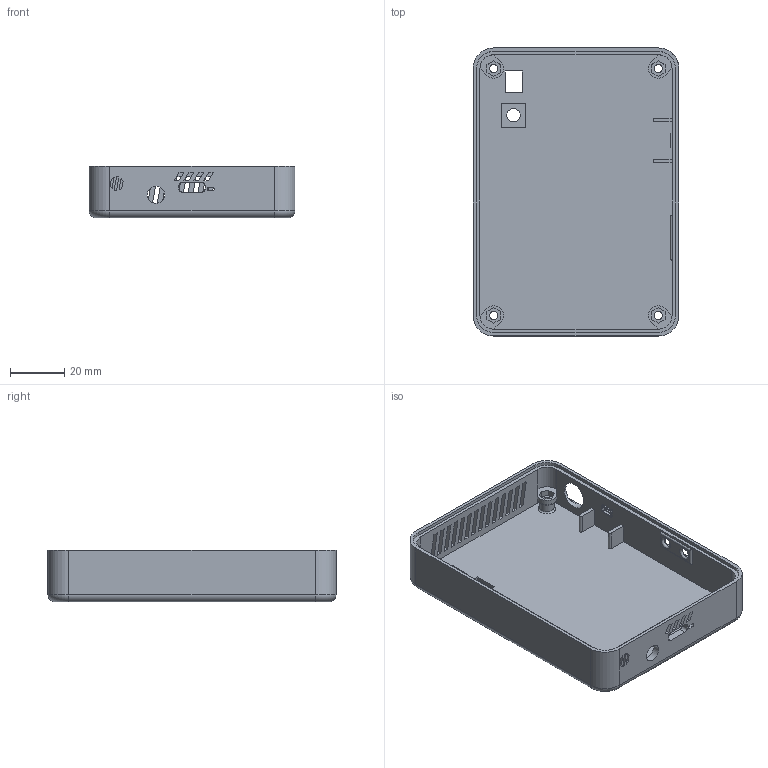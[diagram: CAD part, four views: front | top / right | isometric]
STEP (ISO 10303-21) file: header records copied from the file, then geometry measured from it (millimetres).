
FILE_DESCRIPTION(/* description */ ('STEP AP242','CAx-IF Rec.Pracs.---Representation and Presentation of Product Manufacturing Information (PMI)---4.0---2014-10-13','CAx-IF Rec.Pracs.---3D Tessellated Geometry---0.4---2014-09-14','2;1'),/* implementation_level */ '2;1');
FILE_NAME(/* name */ '642572b4bc82b552cf9c965e',/* time_stamp */ '2023-03-30T11:29:57+00:00',/* author */ (''),/* organization */ (''),/* preprocessor_version */ 'ST-DEVELOPER v18.102',/* originating_system */ ' ',/* authorisation */ ' ');
FILE_SCHEMA (('AP242_MANAGED_MODEL_BASED_3D_ENGINEERING_MIM_LF { 1 0 10303 442 1 1 4 }'));
Length unit declared in the file: metre
Products named in the file (1): Part 1
Bounding box: 76.2 x 106.68 x 19.05 mm (x, y, z)
Volume: 32818.5 mm3; surface area: 29612.3 mm2
Topology: 1 solids, 1 shells, 320 faces, 841 edges, 521 vertices
Faces by surface type: plane 180, cylinder 100, torus 20, sphere 12, cone 4, bspline 4
Full cylindrical faces by diameter (mm): 3.048 x4, 5 x1, 5.334 x4, 6.35 x1, 10.16 x1
Entity records: 9763 total; most frequent: CARTESIAN_POINT 1740, DIRECTION 1639, ORIENTED_EDGE 1616, EDGE_CURVE 808, LINE 583, VECTOR 583, AXIS2_PLACEMENT_3D 528, VERTEX_POINT 521
